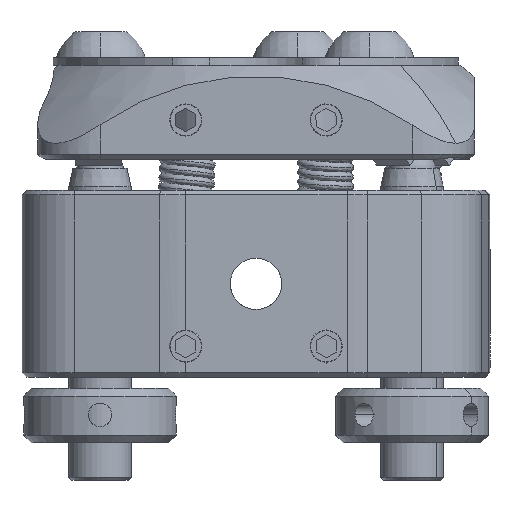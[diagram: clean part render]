
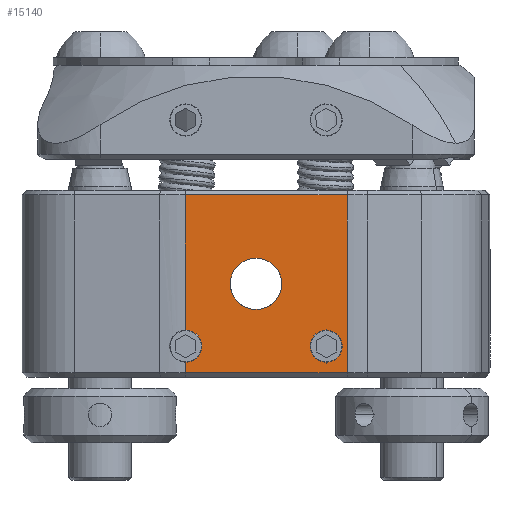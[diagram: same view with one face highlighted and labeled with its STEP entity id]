
A CAD part, front view. The second image highlights one B-rep face of the part: STEP entity #15140.
In plain terms, the highlighted planar face has unit normal (0, -1, 0).
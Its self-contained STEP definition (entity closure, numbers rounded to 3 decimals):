
#192 = CARTESIAN_POINT ( 'NONE',  ( 15.676, 12.499, 19.269 ) ) ;
#282 = EDGE_CURVE ( 'NONE', #9389, #627, #13040, .T. ) ;
#420 = CARTESIAN_POINT ( 'NONE',  ( 6.651, 12.499, 18.244 ) ) ;
#627 = VERTEX_POINT ( 'NONE', #7032 ) ;
#1124 = CIRCLE ( 'NONE', #5757, 1.65 ) ;
#1160 = DIRECTION ( 'NONE',  ( 0., 0., -1. ) ) ;
#1299 = FACE_OUTER_BOUND ( 'NONE', #13525, .T. ) ;
#1328 = AXIS2_PLACEMENT_3D ( 'NONE', #17487, #5565, #7813 ) ;
#1443 = VERTEX_POINT ( 'NONE', #17597 ) ;
#1704 = VERTEX_POINT ( 'NONE', #420 ) ;
#2924 = EDGE_LOOP ( 'NONE', ( #6536, #8245 ) ) ;
#2940 = DIRECTION ( 'NONE',  ( 0., 0., -1. ) ) ;
#3166 = AXIS2_PLACEMENT_3D ( 'NONE', #18899, #14800, #2940 ) ;
#3392 = CARTESIAN_POINT ( 'NONE',  ( 11.176, 12.499, 23.269 ) ) ;
#3517 = VECTOR ( 'NONE', #9560, 1000. ) ;
#3798 = AXIS2_PLACEMENT_3D ( 'NONE', #23167, #24966, #7090 ) ;
#4353 = FACE_BOUND ( 'NONE', #2924, .T. ) ;
#4643 = EDGE_CURVE ( 'NONE', #21526, #9700, #21389, .T. ) ;
#4995 = DIRECTION ( 'NONE',  ( 0., 0., 1. ) ) ;
#5083 = LINE ( 'NONE', #7376, #23417 ) ;
#5368 = DIRECTION ( 'NONE',  ( 0., -1., 0. ) ) ;
#5402 = EDGE_CURVE ( 'NONE', #25450, #19685, #17626, .T. ) ;
#5415 = DIRECTION ( 'NONE',  ( 0., -1., 0. ) ) ;
#5565 = DIRECTION ( 'NONE',  ( 0., -1., 0. ) ) ;
#5757 = AXIS2_PLACEMENT_3D ( 'NONE', #3392, #5368, #24972 ) ;
#6288 = ORIENTED_EDGE ( 'NONE', *, *, #7162, .T. ) ;
#6536 = ORIENTED_EDGE ( 'NONE', *, *, #5402, .F. ) ;
#6687 = CARTESIAN_POINT ( 'NONE',  ( 22.176, 12.499, 29.269 ) ) ;
#6908 = DIRECTION ( 'NONE',  ( 0., 0., -1. ) ) ;
#7008 = CARTESIAN_POINT ( 'NONE',  ( 11.176, 12.499, 24.919 ) ) ;
#7032 = CARTESIAN_POINT ( 'NONE',  ( 6.651, 12.499, 20.293 ) ) ;
#7090 = DIRECTION ( 'NONE',  ( 0., 0., -1. ) ) ;
#7162 = EDGE_CURVE ( 'NONE', #18284, #9389, #5083, .T. ) ;
#7376 = CARTESIAN_POINT ( 'NONE',  ( 6.651, 12.499, 28.969 ) ) ;
#7570 = AXIS2_PLACEMENT_3D ( 'NONE', #6687, #14695, #12673 ) ;
#7813 = DIRECTION ( 'NONE',  ( 0., 0., -1. ) ) ;
#7901 = ORIENTED_EDGE ( 'NONE', *, *, #18939, .T. ) ;
#8071 = CIRCLE ( 'NONE', #8936, 1.025 ) ;
#8245 = ORIENTED_EDGE ( 'NONE', *, *, #18562, .F. ) ;
#8321 = CARTESIAN_POINT ( 'NONE',  ( 22.176, 12.499, 17.569 ) ) ;
#8369 = CIRCLE ( 'NONE', #23372, 1.025 ) ;
#8477 = CARTESIAN_POINT ( 'NONE',  ( 6.676, 12.499, 20.294 ) ) ;
#8803 = CARTESIAN_POINT ( 'NONE',  ( 17.018, 12.499, 29.269 ) ) ;
#8936 = AXIS2_PLACEMENT_3D ( 'NONE', #192, #14372, #16299 ) ;
#9071 = CARTESIAN_POINT ( 'NONE',  ( 6.651, 12.499, 28.969 ) ) ;
#9162 = VERTEX_POINT ( 'NONE', #8477 ) ;
#9389 = VERTEX_POINT ( 'NONE', #9071 ) ;
#9560 = DIRECTION ( 'NONE',  ( 0., 0., -1. ) ) ;
#9700 = VERTEX_POINT ( 'NONE', #24082 ) ;
#9905 = EDGE_CURVE ( 'NONE', #1443, #18284, #16468, .T. ) ;
#10221 = DIRECTION ( 'NONE',  ( 1., 0., 0. ) ) ;
#10519 = FACE_BOUND ( 'NONE', #14345, .T. ) ;
#10924 = LINE ( 'NONE', #23479, #3517 ) ;
#10973 = LINE ( 'NONE', #8321, #15352 ) ;
#11159 = CARTESIAN_POINT ( 'NONE',  ( 15.676, 12.499, 19.269 ) ) ;
#11410 = AXIS2_PLACEMENT_3D ( 'NONE', #11159, #24965, #1160 ) ;
#12673 = DIRECTION ( 'NONE',  ( -1., 0., 0. ) ) ;
#12696 = EDGE_CURVE ( 'NONE', #1704, #17800, #10924, .T. ) ;
#13040 = LINE ( 'NONE', #18822, #18969 ) ;
#13171 = ORIENTED_EDGE ( 'NONE', *, *, #13764, .F. ) ;
#13183 = CARTESIAN_POINT ( 'NONE',  ( 15.676, 12.499, 20.294 ) ) ;
#13525 = EDGE_LOOP ( 'NONE', ( #14399, #6288, #21959, #13171, #22789, #15333, #14479, #7901 ) ) ;
#13764 = EDGE_CURVE ( 'NONE', #9162, #627, #8369, .T. ) ;
#14345 = EDGE_LOOP ( 'NONE', ( #20691, #21474 ) ) ;
#14372 = DIRECTION ( 'NONE',  ( 0., -1., 0. ) ) ;
#14399 = ORIENTED_EDGE ( 'NONE', *, *, #9905, .T. ) ;
#14479 = ORIENTED_EDGE ( 'NONE', *, *, #12696, .T. ) ;
#14630 = CIRCLE ( 'NONE', #3166, 1.025 ) ;
#14695 = DIRECTION ( 'NONE',  ( 0., 1., 0. ) ) ;
#14800 = DIRECTION ( 'NONE',  ( 0., -1., 0. ) ) ;
#15140 = ADVANCED_FACE ( 'NONE', ( #1299, #10519, #4353 ), #24388, .F. ) ;
#15333 = ORIENTED_EDGE ( 'NONE', *, *, #19813, .F. ) ;
#15352 = VECTOR ( 'NONE', #10221, 1000. ) ;
#16299 = DIRECTION ( 'NONE',  ( 0., 0., -1. ) ) ;
#16468 = LINE ( 'NONE', #8803, #18022 ) ;
#17051 = DIRECTION ( 'NONE',  ( -1., 0., 0. ) ) ;
#17487 = CARTESIAN_POINT ( 'NONE',  ( 11.176, 12.499, 23.269 ) ) ;
#17597 = CARTESIAN_POINT ( 'NONE',  ( 17.018, 12.499, 17.569 ) ) ;
#17626 = CIRCLE ( 'NONE', #1328, 1.65 ) ;
#17800 = VERTEX_POINT ( 'NONE', #21404 ) ;
#17887 = CARTESIAN_POINT ( 'NONE',  ( 6.676, 12.499, 18.244 ) ) ;
#18022 = VECTOR ( 'NONE', #4995, 1000. ) ;
#18284 = VERTEX_POINT ( 'NONE', #18411 ) ;
#18411 = CARTESIAN_POINT ( 'NONE',  ( 17.018, 12.499, 28.969 ) ) ;
#18562 = EDGE_CURVE ( 'NONE', #19685, #25450, #1124, .T. ) ;
#18822 = CARTESIAN_POINT ( 'NONE',  ( 6.651, 12.499, 29.269 ) ) ;
#18899 = CARTESIAN_POINT ( 'NONE',  ( 6.676, 12.499, 19.269 ) ) ;
#18939 = EDGE_CURVE ( 'NONE', #17800, #1443, #10973, .T. ) ;
#18969 = VECTOR ( 'NONE', #6908, 1000. ) ;
#19244 = CARTESIAN_POINT ( 'NONE',  ( 11.176, 12.499, 21.619 ) ) ;
#19322 = DIRECTION ( 'NONE',  ( 0., 0., -1. ) ) ;
#19685 = VERTEX_POINT ( 'NONE', #7008 ) ;
#19813 = EDGE_CURVE ( 'NONE', #1704, #20486, #21274, .T. ) ;
#20272 = EDGE_CURVE ( 'NONE', #20486, #9162, #14630, .T. ) ;
#20486 = VERTEX_POINT ( 'NONE', #17887 ) ;
#20597 = EDGE_CURVE ( 'NONE', #9700, #21526, #8071, .T. ) ;
#20691 = ORIENTED_EDGE ( 'NONE', *, *, #20597, .F. ) ;
#21274 = CIRCLE ( 'NONE', #3798, 1.025 ) ;
#21389 = CIRCLE ( 'NONE', #11410, 1.025 ) ;
#21404 = CARTESIAN_POINT ( 'NONE',  ( 6.651, 12.499, 17.569 ) ) ;
#21474 = ORIENTED_EDGE ( 'NONE', *, *, #4643, .F. ) ;
#21526 = VERTEX_POINT ( 'NONE', #13183 ) ;
#21959 = ORIENTED_EDGE ( 'NONE', *, *, #282, .T. ) ;
#22789 = ORIENTED_EDGE ( 'NONE', *, *, #20272, .F. ) ;
#23167 = CARTESIAN_POINT ( 'NONE',  ( 6.676, 12.499, 19.269 ) ) ;
#23372 = AXIS2_PLACEMENT_3D ( 'NONE', #25358, #5415, #19322 ) ;
#23417 = VECTOR ( 'NONE', #17051, 1000. ) ;
#23479 = CARTESIAN_POINT ( 'NONE',  ( 6.651, 12.499, 17.756 ) ) ;
#24082 = CARTESIAN_POINT ( 'NONE',  ( 15.676, 12.499, 18.244 ) ) ;
#24388 = PLANE ( 'NONE',  #7570 ) ;
#24965 = DIRECTION ( 'NONE',  ( 0., -1., 0. ) ) ;
#24966 = DIRECTION ( 'NONE',  ( 0., -1., 0. ) ) ;
#24972 = DIRECTION ( 'NONE',  ( 0., 0., -1. ) ) ;
#25358 = CARTESIAN_POINT ( 'NONE',  ( 6.676, 12.499, 19.269 ) ) ;
#25450 = VERTEX_POINT ( 'NONE', #19244 ) ;
